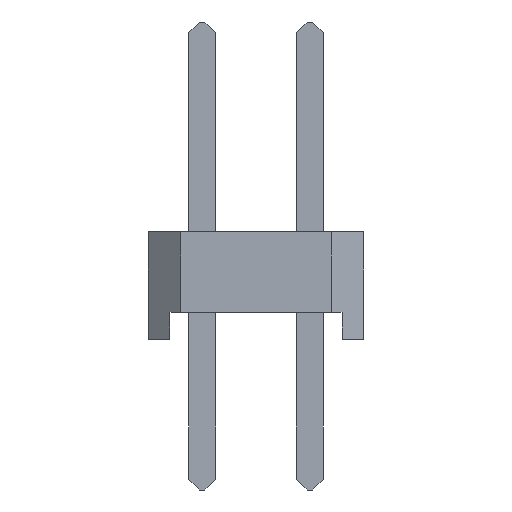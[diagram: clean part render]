
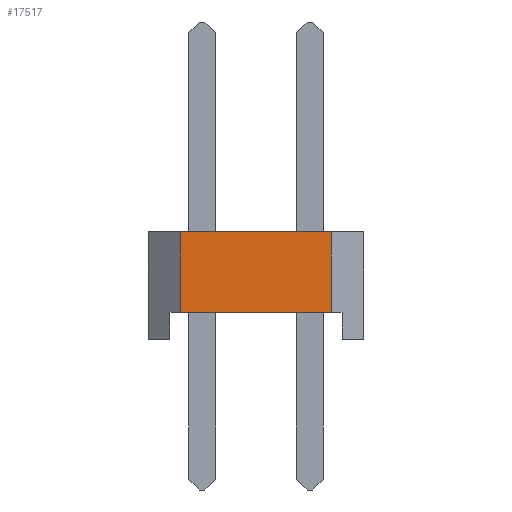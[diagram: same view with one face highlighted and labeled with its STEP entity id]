
A CAD part, left-side view. The second image highlights one B-rep face of the part: STEP entity #17517.
In plain terms, the highlighted planar face has unit normal (-1, 0, 0).
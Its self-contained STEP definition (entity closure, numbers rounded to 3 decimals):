
#607 = LINE ( 'NONE', #5982, #14608 ) ;
#643 = CARTESIAN_POINT ( 'NONE',  ( -3., 1.4, 0.5 ) ) ;
#1226 = FACE_OUTER_BOUND ( 'NONE', #11539, .T. ) ;
#1369 = CARTESIAN_POINT ( 'NONE',  ( -3., 1.6, 0.5 ) ) ;
#2275 = AXIS2_PLACEMENT_3D ( 'NONE', #8338, #4284, #9780 ) ;
#2912 = LINE ( 'NONE', #1369, #6050 ) ;
#3987 = EDGE_CURVE ( 'NONE', #9737, #17105, #607, .T. ) ;
#4284 = DIRECTION ( 'NONE',  ( 1., 0., 0. ) ) ;
#4297 = CARTESIAN_POINT ( 'NONE',  ( -3., 1.4, 2. ) ) ;
#4596 = EDGE_CURVE ( 'NONE', #9737, #11152, #2912, .T. ) ;
#4727 = LINE ( 'NONE', #8864, #14943 ) ;
#4916 = VERTEX_POINT ( 'NONE', #4297 ) ;
#5434 = EDGE_CURVE ( 'NONE', #4916, #17105, #4727, .T. ) ;
#5854 = LINE ( 'NONE', #11264, #6274 ) ;
#5982 = CARTESIAN_POINT ( 'NONE',  ( -3., -1.4, 0. ) ) ;
#6050 = VECTOR ( 'NONE', #15185, 1000. ) ;
#6274 = VECTOR ( 'NONE', #11176, 1000. ) ;
#8338 = CARTESIAN_POINT ( 'NONE',  ( -3., 2., 2. ) ) ;
#8736 = CARTESIAN_POINT ( 'NONE',  ( -3., -1.4, 0.5 ) ) ;
#8864 = CARTESIAN_POINT ( 'NONE',  ( -3., 2., 2. ) ) ;
#9737 = VERTEX_POINT ( 'NONE', #8736 ) ;
#9780 = DIRECTION ( 'NONE',  ( 0., 1., 0. ) ) ;
#10458 = ORIENTED_EDGE ( 'NONE', *, *, #16623, .F. ) ;
#10498 = ORIENTED_EDGE ( 'NONE', *, *, #3987, .T. ) ;
#11152 = VERTEX_POINT ( 'NONE', #643 ) ;
#11176 = DIRECTION ( 'NONE',  ( 0., 0., 1. ) ) ;
#11264 = CARTESIAN_POINT ( 'NONE',  ( -3., 1.4, 0. ) ) ;
#11539 = EDGE_LOOP ( 'NONE', ( #12121, #10498, #16273, #10458 ) ) ;
#12121 = ORIENTED_EDGE ( 'NONE', *, *, #4596, .F. ) ;
#12195 = PLANE ( 'NONE',  #2275 ) ;
#14137 = DIRECTION ( 'NONE',  ( 0., 0., 1. ) ) ;
#14608 = VECTOR ( 'NONE', #14137, 1000. ) ;
#14943 = VECTOR ( 'NONE', #16258, 1000. ) ;
#15185 = DIRECTION ( 'NONE',  ( 0., 1., 0. ) ) ;
#16258 = DIRECTION ( 'NONE',  ( 0., -1., 0. ) ) ;
#16273 = ORIENTED_EDGE ( 'NONE', *, *, #5434, .F. ) ;
#16623 = EDGE_CURVE ( 'NONE', #11152, #4916, #5854, .T. ) ;
#17105 = VERTEX_POINT ( 'NONE', #17357 ) ;
#17357 = CARTESIAN_POINT ( 'NONE',  ( -3., -1.4, 2. ) ) ;
#17517 = ADVANCED_FACE ( 'NONE', ( #1226 ), #12195, .F. ) ;
